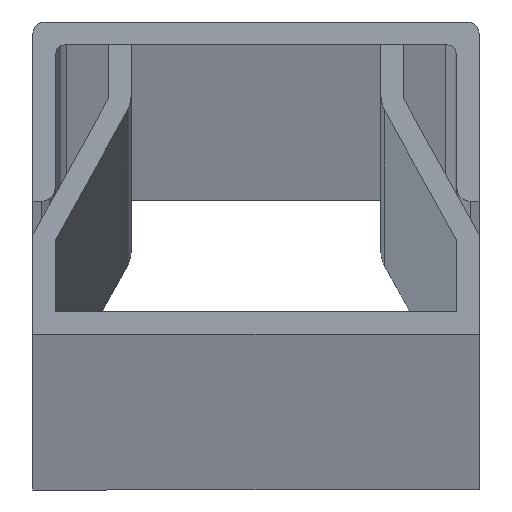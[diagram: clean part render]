
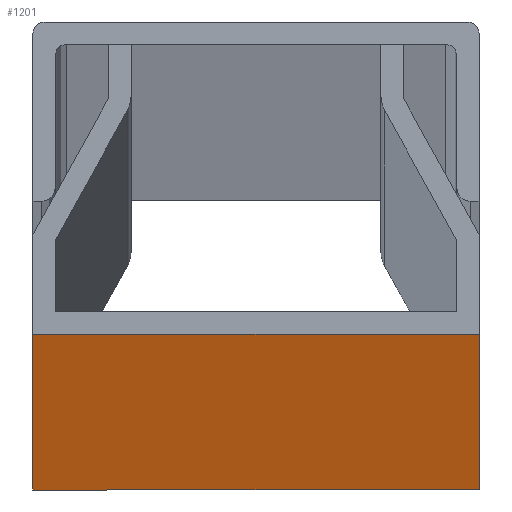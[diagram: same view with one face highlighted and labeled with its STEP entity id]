
A CAD part, top view. The second image highlights one B-rep face of the part: STEP entity #1201.
In plain terms, the highlighted planar face has unit normal (0, -1, 0).
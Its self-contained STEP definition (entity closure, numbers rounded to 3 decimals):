
#17 = AXIS2_PLACEMENT_3D ( 'NONE', #389, #434, #528 ) ;
#27 = CARTESIAN_POINT ( 'NONE',  ( -5.001, 0., 1000. ) ) ;
#32 = VECTOR ( 'NONE', #1103, 1000. ) ;
#35 = LINE ( 'NONE', #27, #1199 ) ;
#65 = CARTESIAN_POINT ( 'NONE',  ( 5.001, 0., 1000. ) ) ;
#89 = VERTEX_POINT ( 'NONE', #65 ) ;
#141 = VERTEX_POINT ( 'NONE', #940 ) ;
#189 = FACE_OUTER_BOUND ( 'NONE', #234, .T. ) ;
#212 = CARTESIAN_POINT ( 'NONE',  ( 5.001, 0., 1000. ) ) ;
#214 = LINE ( 'NONE', #212, #1210 ) ;
#224 = DIRECTION ( 'NONE',  ( 1., 0., 0. ) ) ;
#234 = EDGE_LOOP ( 'NONE', ( #675, #709, #928, #439 ) ) ;
#278 = LINE ( 'NONE', #1004, #1241 ) ;
#366 = EDGE_CURVE ( 'NONE', #141, #1186, #35, .T. ) ;
#389 = CARTESIAN_POINT ( 'NONE',  ( 4.3, 0., 1000. ) ) ;
#421 = EDGE_CURVE ( 'NONE', #141, #89, #278, .T. ) ;
#434 = DIRECTION ( 'NONE',  ( 0., 1., 0. ) ) ;
#439 = ORIENTED_EDGE ( 'NONE', *, *, #366, .T. ) ;
#496 = CARTESIAN_POINT ( 'NONE',  ( -5.001, 0., -1000. ) ) ;
#519 = EDGE_CURVE ( 'NONE', #1186, #1214, #1086, .T. ) ;
#528 = DIRECTION ( 'NONE',  ( -1., 0., 0. ) ) ;
#675 = ORIENTED_EDGE ( 'NONE', *, *, #519, .T. ) ;
#709 = ORIENTED_EDGE ( 'NONE', *, *, #1147, .F. ) ;
#894 = DIRECTION ( 'NONE',  ( 0., 0., -1. ) ) ;
#928 = ORIENTED_EDGE ( 'NONE', *, *, #421, .F. ) ;
#930 = DIRECTION ( 'NONE',  ( 0., 0., -1. ) ) ;
#940 = CARTESIAN_POINT ( 'NONE',  ( -5.001, 0., 1000. ) ) ;
#984 = CARTESIAN_POINT ( 'NONE',  ( 5.001, 0., -1000. ) ) ;
#1003 = PLANE ( 'NONE',  #17 ) ;
#1004 = CARTESIAN_POINT ( 'NONE',  ( -5.001, 0., 1000. ) ) ;
#1086 = LINE ( 'NONE', #1161, #32 ) ;
#1103 = DIRECTION ( 'NONE',  ( 1., 0., 0. ) ) ;
#1147 = EDGE_CURVE ( 'NONE', #89, #1214, #214, .T. ) ;
#1161 = CARTESIAN_POINT ( 'NONE',  ( 4.3, 0., -1000. ) ) ;
#1186 = VERTEX_POINT ( 'NONE', #496 ) ;
#1199 = VECTOR ( 'NONE', #894, 1000. ) ;
#1201 = ADVANCED_FACE ( 'NONE', ( #189 ), #1003, .F. ) ;
#1210 = VECTOR ( 'NONE', #930, 1000. ) ;
#1214 = VERTEX_POINT ( 'NONE', #984 ) ;
#1241 = VECTOR ( 'NONE', #224, 1000. ) ;
